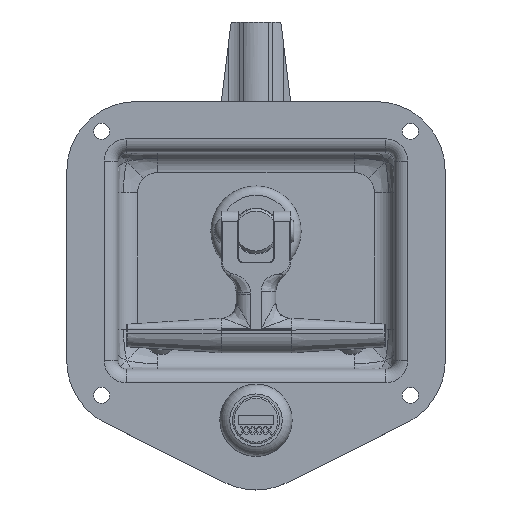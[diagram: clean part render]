
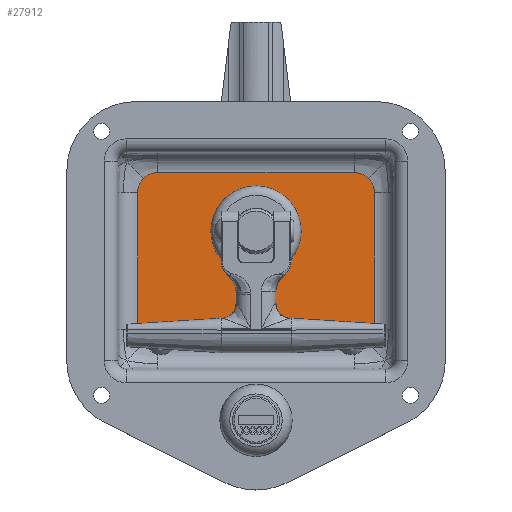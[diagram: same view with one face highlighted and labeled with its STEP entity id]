
A CAD part, top view. The second image highlights one B-rep face of the part: STEP entity #27912.
In plain terms, the highlighted planar face has unit normal (0, 0, 1).
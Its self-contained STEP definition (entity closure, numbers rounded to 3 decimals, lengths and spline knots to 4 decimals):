
#1736=FACE_BOUND('',#5132,.T.);
#1737=FACE_BOUND('',#5133,.T.);
#1738=FACE_BOUND('',#5134,.T.);
#2236=PLANE('',#29670);
#3540=FACE_OUTER_BOUND('',#5131,.T.);
#5131=EDGE_LOOP('',(#22471,#22472,#22473,#22474,#22475,#22476,#22477,#22478,
#22479,#22480,#22481,#22482));
#5132=EDGE_LOOP('',(#22483));
#5133=EDGE_LOOP('',(#22484));
#5134=EDGE_LOOP('',(#22485));
#7015=LINE('',#52922,#8999);
#7019=LINE('',#53033,#9003);
#7021=LINE('',#53036,#9005);
#7023=LINE('',#53039,#9007);
#8999=VECTOR('',#34189,0.3937);
#9003=VECTOR('',#34207,0.3937);
#9005=VECTOR('',#34211,0.3937);
#9007=VECTOR('',#34215,0.3937);
#10103=CIRCLE('',#29594,0.25);
#10109=CIRCLE('',#29600,0.25);
#10115=CIRCLE('',#29606,0.25);
#10121=CIRCLE('',#29612,0.25);
#10127=CIRCLE('',#29619,0.289);
#10129=CIRCLE('',#29622,0.098);
#10131=CIRCLE('',#29625,0.098);
#10150=CIRCLE('',#29656,0.25);
#10152=CIRCLE('',#29658,0.25);
#10154=CIRCLE('',#29661,0.25);
#10156=CIRCLE('',#29664,0.25);
#12251=VERTEX_POINT('',#51350);
#12252=VERTEX_POINT('',#51358);
#12263=VERTEX_POINT('',#51712);
#12264=VERTEX_POINT('',#51720);
#12275=VERTEX_POINT('',#52074);
#12276=VERTEX_POINT('',#52082);
#12287=VERTEX_POINT('',#52436);
#12288=VERTEX_POINT('',#52444);
#12297=VERTEX_POINT('',#52741);
#12299=VERTEX_POINT('',#52747);
#12301=VERTEX_POINT('',#52753);
#12319=VERTEX_POINT('',#52866);
#12320=VERTEX_POINT('',#52918);
#12321=VERTEX_POINT('',#52972);
#12322=VERTEX_POINT('',#53026);
#15721=EDGE_CURVE('',#12252,#12251,#10103,.T.);
#15737=EDGE_CURVE('',#12264,#12263,#10109,.T.);
#15753=EDGE_CURVE('',#12276,#12275,#10115,.T.);
#15769=EDGE_CURVE('',#12288,#12287,#10121,.T.);
#15783=EDGE_CURVE('',#12297,#12297,#10127,.T.);
#15786=EDGE_CURVE('',#12299,#12299,#10129,.T.);
#15789=EDGE_CURVE('',#12301,#12301,#10131,.T.);
#15824=EDGE_CURVE('',#12287,#12319,#10150,.T.);
#15826=EDGE_CURVE('',#12275,#12320,#10152,.T.);
#15827=EDGE_CURVE('',#12319,#12276,#7015,.T.);
#15829=EDGE_CURVE('',#12263,#12321,#10154,.T.);
#15832=EDGE_CURVE('',#12251,#12322,#10156,.T.);
#15835=EDGE_CURVE('',#12320,#12252,#7019,.T.);
#15837=EDGE_CURVE('',#12322,#12264,#7021,.T.);
#15839=EDGE_CURVE('',#12321,#12288,#7023,.T.);
#22471=ORIENTED_EDGE('',*,*,#15721,.T.);
#22472=ORIENTED_EDGE('',*,*,#15832,.T.);
#22473=ORIENTED_EDGE('',*,*,#15837,.T.);
#22474=ORIENTED_EDGE('',*,*,#15737,.T.);
#22475=ORIENTED_EDGE('',*,*,#15829,.T.);
#22476=ORIENTED_EDGE('',*,*,#15839,.T.);
#22477=ORIENTED_EDGE('',*,*,#15769,.T.);
#22478=ORIENTED_EDGE('',*,*,#15824,.T.);
#22479=ORIENTED_EDGE('',*,*,#15827,.T.);
#22480=ORIENTED_EDGE('',*,*,#15753,.T.);
#22481=ORIENTED_EDGE('',*,*,#15826,.T.);
#22482=ORIENTED_EDGE('',*,*,#15835,.T.);
#22483=ORIENTED_EDGE('',*,*,#15783,.T.);
#22484=ORIENTED_EDGE('',*,*,#15786,.T.);
#22485=ORIENTED_EDGE('',*,*,#15789,.T.);
#27912=ADVANCED_FACE('',(#3540,#1736,#1737,#1738),#2236,.T.);
#29594=AXIS2_PLACEMENT_3D('',#51359,#34039,#34040);
#29600=AXIS2_PLACEMENT_3D('',#51721,#34051,#34052);
#29606=AXIS2_PLACEMENT_3D('',#52083,#34063,#34064);
#29612=AXIS2_PLACEMENT_3D('',#52445,#34075,#34076);
#29619=AXIS2_PLACEMENT_3D('',#52742,#34089,#34090);
#29622=AXIS2_PLACEMENT_3D('',#52748,#34096,#34097);
#29625=AXIS2_PLACEMENT_3D('',#52754,#34103,#34104);
#29656=AXIS2_PLACEMENT_3D('',#52868,#34181,#34182);
#29658=AXIS2_PLACEMENT_3D('',#52920,#34185,#34186);
#29661=AXIS2_PLACEMENT_3D('',#52974,#34192,#34193);
#29664=AXIS2_PLACEMENT_3D('',#53028,#34199,#34200);
#29670=AXIS2_PLACEMENT_3D('',#53041,#34218,#34219);
#34039=DIRECTION('center_axis',(0.,0.,
1.));
#34040=DIRECTION('ref_axis',(-0.707,-0.707,0.));
#34051=DIRECTION('center_axis',(0.,0.,
1.));
#34052=DIRECTION('ref_axis',(0.707,-0.707,0.));
#34063=DIRECTION('center_axis',(0.,0.,
1.));
#34064=DIRECTION('ref_axis',(-0.707,0.707,0.));
#34075=DIRECTION('center_axis',(0.,0.,
1.));
#34076=DIRECTION('ref_axis',(0.707,0.707,0.));
#34089=DIRECTION('center_axis',(0.,0.,
-1.));
#34090=DIRECTION('ref_axis',(1.,0.,0.));
#34096=DIRECTION('center_axis',(0.,0.,
-1.));
#34097=DIRECTION('ref_axis',(1.,0.,0.));
#34103=DIRECTION('center_axis',(0.,0.,
-1.));
#34104=DIRECTION('ref_axis',(1.,0.,0.));
#34181=DIRECTION('center_axis',(0.,0.,
1.));
#34182=DIRECTION('ref_axis',(0.707,0.707,0.));
#34185=DIRECTION('center_axis',(0.,0.,
1.));
#34186=DIRECTION('ref_axis',(-0.707,0.707,0.));
#34189=DIRECTION('',(-1.,0.,0.));
#34192=DIRECTION('center_axis',(0.,0.,
1.));
#34193=DIRECTION('ref_axis',(0.707,-0.707,0.));
#34199=DIRECTION('center_axis',(0.,0.,
1.));
#34200=DIRECTION('ref_axis',(-0.707,-0.707,0.));
#34207=DIRECTION('',(0.,-1.,0.));
#34211=DIRECTION('',(1.,0.,0.));
#34215=DIRECTION('',(0.,1.,0.));
#34218=DIRECTION('center_axis',(0.,0.,
1.));
#34219=DIRECTION('ref_axis',(-1.,0.,0.));
#51350=CARTESIAN_POINT('',(-1.4118,-1.4113,-0.3603));
#51358=CARTESIAN_POINT('',(-1.485,-1.2345,-0.3603));
#51359=CARTESIAN_POINT('Origin',(-1.235,-1.2345,-0.3603));
#51712=CARTESIAN_POINT('',(1.4108,-1.4113,-0.3603));
#51720=CARTESIAN_POINT('',(1.234,-1.4846,-0.3603));
#51721=CARTESIAN_POINT('Origin',(1.234,-1.2346,-0.3603));
#52074=CARTESIAN_POINT('',(-1.4118,0.6612,-0.3603));
#52082=CARTESIAN_POINT('',(-1.235,0.7345,-0.3603));
#52083=CARTESIAN_POINT('Origin',(-1.235,0.4845,-0.3603));
#52436=CARTESIAN_POINT('',(1.4108,0.6612,-0.3603));
#52444=CARTESIAN_POINT('',(1.484,0.4845,-0.3603));
#52445=CARTESIAN_POINT('Origin',(1.234,0.4845,-0.3603));
#52741=CARTESIAN_POINT('',(-0.289,0.0005,-0.3603));
#52742=CARTESIAN_POINT('Origin',(0.,0.0005,
-0.3603));
#52747=CARTESIAN_POINT('',(-1.293,-1.3695,-0.3603));
#52748=CARTESIAN_POINT('Origin',(-1.195,-1.3695,-0.3603));
#52753=CARTESIAN_POINT('',(1.097,-1.3696,-0.3603));
#52754=CARTESIAN_POINT('Origin',(1.195,-1.3696,-0.3603));
#52866=CARTESIAN_POINT('',(1.234,0.7345,-0.3603));
#52868=CARTESIAN_POINT('Origin',(1.234,0.4845,-0.3603));
#52918=CARTESIAN_POINT('',(-1.485,0.4845,-0.3603));
#52920=CARTESIAN_POINT('Origin',(-1.235,0.4845,-0.3603));
#52922=CARTESIAN_POINT('',(0.8902,0.7345,-0.3603));
#52972=CARTESIAN_POINT('',(1.484,-1.2346,-0.3603));
#52974=CARTESIAN_POINT('Origin',(1.234,-1.2346,-0.3603));
#53026=CARTESIAN_POINT('',(-1.235,-1.4845,-0.3603));
#53028=CARTESIAN_POINT('Origin',(-1.235,-1.2345,-0.3603));
#53033=CARTESIAN_POINT('',(-1.485,0.3282,-0.3603));
#53036=CARTESIAN_POINT('',(-0.8913,-1.4845,-0.3603));
#53039=CARTESIAN_POINT('',(1.484,-1.0783,-0.3603));
#53041=CARTESIAN_POINT('Origin',(-0.0005,-0.375,
-0.3603));
